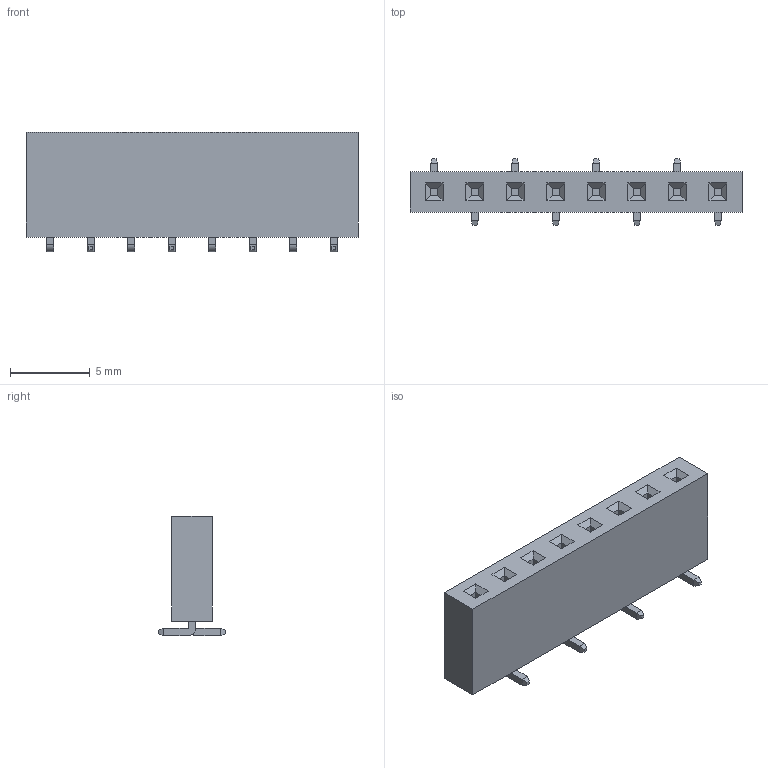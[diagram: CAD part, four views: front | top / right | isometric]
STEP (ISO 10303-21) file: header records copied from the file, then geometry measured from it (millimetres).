
FILE_DESCRIPTION(/* description */ ('','CAx-IF Rec.Pracs.---Representation and Presentation of Product Manufacturing Information (PMI)---4.0---2014-10-13'),/* implementation_level */ '2;1');
FILE_NAME(/* name */ 'BG125-08-A-2-1-0420-N-C.step',/* time_stamp */ '2025-02-14T15:07:44-07:00',/* author */ (''),/* organization */ (''),/* preprocessor_version */ 'ST-DEVELOPER v20',/* originating_system */ 'Autodesk Translation Framework v13.20.0.188',/* authorisation */ '');
FILE_SCHEMA (('AP242_MANAGED_MODEL_BASED_3D_ENGINEERING_MIM_LF { 1 0 10303 442 1 1 4 }'));
Length unit declared in the file: millimetre
Products named in the file (1): Model
Bounding box: 20.82 x 4.2 x 7.5 mm (x, y, z)
Volume: 340.4 mm3; surface area: 549.5 mm2
Topology: 9 solids, 9 shells, 174 faces, 404 edges, 248 vertices
Faces by surface type: plane 166, cylinder 8
Entity records: 4843 total; most frequent: CARTESIAN_POINT 827, ORIENTED_EDGE 808, DIRECTION 770, EDGE_CURVE 404, LINE 388, VECTOR 388, VERTEX_POINT 248, AXIS2_PLACEMENT_3D 191
